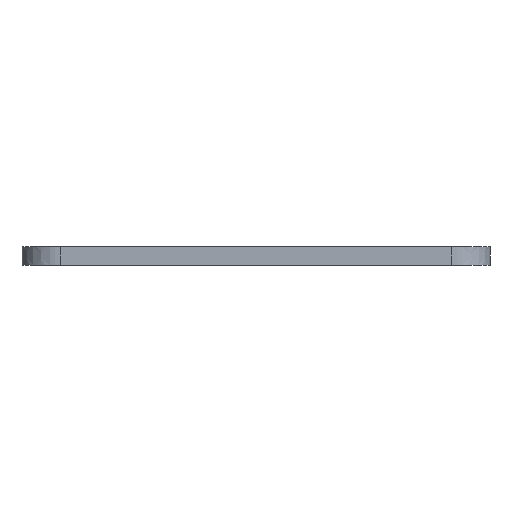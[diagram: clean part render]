
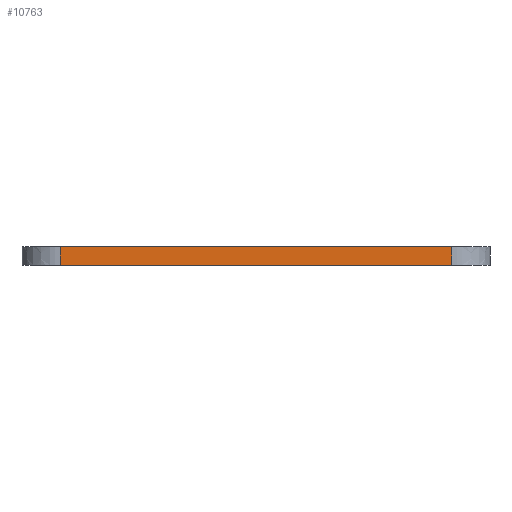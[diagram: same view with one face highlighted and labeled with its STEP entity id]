
A CAD part, left-side view. The second image highlights one B-rep face of the part: STEP entity #10763.
In plain terms, the highlighted face is a extrusion surface.
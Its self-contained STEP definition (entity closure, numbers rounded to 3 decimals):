
#90 = PLANE('',#91);
#91 = AXIS2_PLACEMENT_3D('',#92,#93,#94);
#92 = CARTESIAN_POINT('',(148.158,-105.506,1.6));
#93 = DIRECTION('',(0.,0.,1.));
#94 = DIRECTION('',(1.,0.,-0.));
#149 = PLANE('',#150);
#150 = AXIS2_PLACEMENT_3D('',#151,#152,#153);
#151 = CARTESIAN_POINT('',(148.158,-105.506,0.));
#152 = DIRECTION('',(0.,0.,1.));
#153 = DIRECTION('',(1.,0.,-0.));
#458 = VERTEX_POINT('',#459);
#459 = CARTESIAN_POINT('',(95.192,-88.158,0.));
#475 = SURFACE_OF_LINEAR_EXTRUSION('',#476,#481);
#476 = B_SPLINE_CURVE_WITH_KNOTS('',3,(#477,#478,#479,#480),
  .UNSPECIFIED.,.F.,.F.,(4,4),(0.,1.),.PIECEWISE_BEZIER_KNOTS.);
#477 = CARTESIAN_POINT('',(98.6,-84.75,0.));
#478 = CARTESIAN_POINT('',(96.718,-84.75,0.));
#479 = CARTESIAN_POINT('',(95.192,-86.276,0.));
#480 = CARTESIAN_POINT('',(95.192,-88.158,0.));
#481 = VECTOR('',#482,1.);
#482 = DIRECTION('',(-0.,-0.,-1.));
#490 = EDGE_CURVE('',#458,#491,#493,.T.);
#491 = VERTEX_POINT('',#492);
#492 = CARTESIAN_POINT('',(95.192,-122.853,0.));
#493 = SURFACE_CURVE('',#494,(#499,#507),.PCURVE_S1.);
#494 = B_SPLINE_CURVE_WITH_KNOTS('',3,(#495,#496,#497,#498),
  .UNSPECIFIED.,.F.,.F.,(4,4),(0.,1.),.PIECEWISE_BEZIER_KNOTS.);
#495 = CARTESIAN_POINT('',(95.192,-88.158,0.));
#496 = CARTESIAN_POINT('',(95.192,-88.158,0.));
#497 = CARTESIAN_POINT('',(95.192,-122.853,0.));
#498 = CARTESIAN_POINT('',(95.192,-122.853,0.));
#499 = PCURVE('',#149,#500);
#500 = DEFINITIONAL_REPRESENTATION('',(#501),#506);
#501 = B_SPLINE_CURVE_WITH_KNOTS('',3,(#502,#503,#504,#505),
  .UNSPECIFIED.,.F.,.F.,(4,4),(0.,1.),.PIECEWISE_BEZIER_KNOTS.);
#502 = CARTESIAN_POINT('',(-52.966,17.347));
#503 = CARTESIAN_POINT('',(-52.966,17.347));
#504 = CARTESIAN_POINT('',(-52.966,-17.347));
#505 = CARTESIAN_POINT('',(-52.966,-17.347));
#506 = ( GEOMETRIC_REPRESENTATION_CONTEXT(2) 
PARAMETRIC_REPRESENTATION_CONTEXT() REPRESENTATION_CONTEXT('2D SPACE',''
  ) );
#507 = PCURVE('',#508,#516);
#508 = SURFACE_OF_LINEAR_EXTRUSION('',#509,#514);
#509 = B_SPLINE_CURVE_WITH_KNOTS('',3,(#510,#511,#512,#513),
  .UNSPECIFIED.,.F.,.F.,(4,4),(0.,1.),.PIECEWISE_BEZIER_KNOTS.);
#510 = CARTESIAN_POINT('',(95.192,-88.158,0.));
#511 = CARTESIAN_POINT('',(95.192,-88.158,0.));
#512 = CARTESIAN_POINT('',(95.192,-122.853,0.));
#513 = CARTESIAN_POINT('',(95.192,-122.853,0.));
#514 = VECTOR('',#515,1.);
#515 = DIRECTION('',(-0.,-0.,-1.));
#516 = DEFINITIONAL_REPRESENTATION('',(#517),#521);
#517 = LINE('',#518,#519);
#518 = CARTESIAN_POINT('',(0.,0.));
#519 = VECTOR('',#520,1.);
#520 = DIRECTION('',(1.,0.));
#521 = ( GEOMETRIC_REPRESENTATION_CONTEXT(2) 
PARAMETRIC_REPRESENTATION_CONTEXT() REPRESENTATION_CONTEXT('2D SPACE',''
  ) );
#541 = SURFACE_OF_LINEAR_EXTRUSION('',#542,#547);
#542 = B_SPLINE_CURVE_WITH_KNOTS('',3,(#543,#544,#545,#546),
  .UNSPECIFIED.,.F.,.F.,(4,4),(0.,1.),.PIECEWISE_BEZIER_KNOTS.);
#543 = CARTESIAN_POINT('',(95.192,-122.853,0.));
#544 = CARTESIAN_POINT('',(95.192,-124.735,0.));
#545 = CARTESIAN_POINT('',(96.718,-126.261,0.));
#546 = CARTESIAN_POINT('',(98.6,-126.261,0.));
#547 = VECTOR('',#548,1.);
#548 = DIRECTION('',(-0.,-0.,-1.));
#6236 = VERTEX_POINT('',#6237);
#6237 = CARTESIAN_POINT('',(95.192,-88.158,1.6));
#6260 = EDGE_CURVE('',#6236,#6261,#6263,.T.);
#6261 = VERTEX_POINT('',#6262);
#6262 = CARTESIAN_POINT('',(95.192,-122.853,1.6));
#6263 = SURFACE_CURVE('',#6264,(#6269,#6277),.PCURVE_S1.);
#6264 = B_SPLINE_CURVE_WITH_KNOTS('',3,(#6265,#6266,#6267,#6268),
  .UNSPECIFIED.,.F.,.F.,(4,4),(0.,1.),.PIECEWISE_BEZIER_KNOTS.);
#6265 = CARTESIAN_POINT('',(95.192,-88.158,1.6));
#6266 = CARTESIAN_POINT('',(95.192,-88.158,1.6));
#6267 = CARTESIAN_POINT('',(95.192,-122.853,1.6));
#6268 = CARTESIAN_POINT('',(95.192,-122.853,1.6));
#6269 = PCURVE('',#90,#6270);
#6270 = DEFINITIONAL_REPRESENTATION('',(#6271),#6276);
#6271 = B_SPLINE_CURVE_WITH_KNOTS('',3,(#6272,#6273,#6274,#6275),
  .UNSPECIFIED.,.F.,.F.,(4,4),(0.,1.),.PIECEWISE_BEZIER_KNOTS.);
#6272 = CARTESIAN_POINT('',(-52.966,17.347));
#6273 = CARTESIAN_POINT('',(-52.966,17.347));
#6274 = CARTESIAN_POINT('',(-52.966,-17.347));
#6275 = CARTESIAN_POINT('',(-52.966,-17.347));
#6276 = ( GEOMETRIC_REPRESENTATION_CONTEXT(2) 
PARAMETRIC_REPRESENTATION_CONTEXT() REPRESENTATION_CONTEXT('2D SPACE',''
  ) );
#6277 = PCURVE('',#508,#6278);
#6278 = DEFINITIONAL_REPRESENTATION('',(#6279),#6283);
#6279 = LINE('',#6280,#6281);
#6280 = CARTESIAN_POINT('',(0.,-1.6));
#6281 = VECTOR('',#6282,1.);
#6282 = DIRECTION('',(1.,0.));
#6283 = ( GEOMETRIC_REPRESENTATION_CONTEXT(2) 
PARAMETRIC_REPRESENTATION_CONTEXT() REPRESENTATION_CONTEXT('2D SPACE',''
  ) );
#10713 = EDGE_CURVE('',#491,#6261,#10714,.T.);
#10714 = SURFACE_CURVE('',#10715,(#10719,#10726),.PCURVE_S1.);
#10715 = LINE('',#10716,#10717);
#10716 = CARTESIAN_POINT('',(95.192,-122.853,0.));
#10717 = VECTOR('',#10718,1.);
#10718 = DIRECTION('',(0.,0.,1.));
#10719 = PCURVE('',#541,#10720);
#10720 = DEFINITIONAL_REPRESENTATION('',(#10721),#10725);
#10721 = LINE('',#10722,#10723);
#10722 = CARTESIAN_POINT('',(0.,0.));
#10723 = VECTOR('',#10724,1.);
#10724 = DIRECTION('',(0.,-1.));
#10725 = ( GEOMETRIC_REPRESENTATION_CONTEXT(2) 
PARAMETRIC_REPRESENTATION_CONTEXT() REPRESENTATION_CONTEXT('2D SPACE',''
  ) );
#10726 = PCURVE('',#508,#10727);
#10727 = DEFINITIONAL_REPRESENTATION('',(#10728),#10732);
#10728 = LINE('',#10729,#10730);
#10729 = CARTESIAN_POINT('',(1.,0.));
#10730 = VECTOR('',#10731,1.);
#10731 = DIRECTION('',(0.,-1.));
#10732 = ( GEOMETRIC_REPRESENTATION_CONTEXT(2) 
PARAMETRIC_REPRESENTATION_CONTEXT() REPRESENTATION_CONTEXT('2D SPACE',''
  ) );
#10763 = ADVANCED_FACE('',(#10764),#508,.F.);
#10764 = FACE_BOUND('',#10765,.F.);
#10765 = EDGE_LOOP('',(#10766,#10787,#10788,#10789));
#10766 = ORIENTED_EDGE('',*,*,#10767,.T.);
#10767 = EDGE_CURVE('',#458,#6236,#10768,.T.);
#10768 = SURFACE_CURVE('',#10769,(#10773,#10780),.PCURVE_S1.);
#10769 = LINE('',#10770,#10771);
#10770 = CARTESIAN_POINT('',(95.192,-88.158,0.));
#10771 = VECTOR('',#10772,1.);
#10772 = DIRECTION('',(0.,0.,1.));
#10773 = PCURVE('',#508,#10774);
#10774 = DEFINITIONAL_REPRESENTATION('',(#10775),#10779);
#10775 = LINE('',#10776,#10777);
#10776 = CARTESIAN_POINT('',(0.,0.));
#10777 = VECTOR('',#10778,1.);
#10778 = DIRECTION('',(0.,-1.));
#10779 = ( GEOMETRIC_REPRESENTATION_CONTEXT(2) 
PARAMETRIC_REPRESENTATION_CONTEXT() REPRESENTATION_CONTEXT('2D SPACE',''
  ) );
#10780 = PCURVE('',#475,#10781);
#10781 = DEFINITIONAL_REPRESENTATION('',(#10782),#10786);
#10782 = LINE('',#10783,#10784);
#10783 = CARTESIAN_POINT('',(1.,0.));
#10784 = VECTOR('',#10785,1.);
#10785 = DIRECTION('',(0.,-1.));
#10786 = ( GEOMETRIC_REPRESENTATION_CONTEXT(2) 
PARAMETRIC_REPRESENTATION_CONTEXT() REPRESENTATION_CONTEXT('2D SPACE',''
  ) );
#10787 = ORIENTED_EDGE('',*,*,#6260,.T.);
#10788 = ORIENTED_EDGE('',*,*,#10713,.F.);
#10789 = ORIENTED_EDGE('',*,*,#490,.F.);
